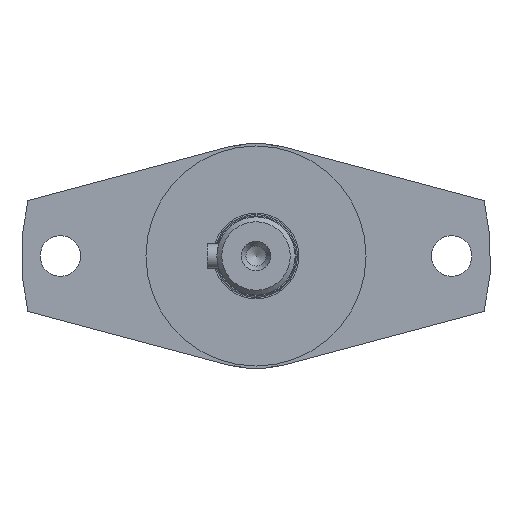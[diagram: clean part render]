
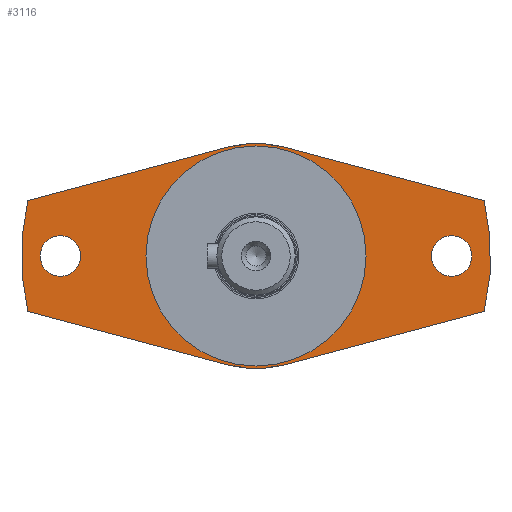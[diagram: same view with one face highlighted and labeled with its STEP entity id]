
A CAD part, left-side view. The second image highlights one B-rep face of the part: STEP entity #3116.
In plain terms, the highlighted planar face has unit normal (-1, 0, 0).
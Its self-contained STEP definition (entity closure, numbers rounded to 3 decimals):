
#27=FACE_BOUND('',#1128,.T.);
#28=FACE_BOUND('',#1129,.T.);
#29=FACE_BOUND('',#1130,.T.);
#498=LINE('',#5196,#762);
#499=LINE('',#5197,#763);
#500=LINE('',#5198,#764);
#501=LINE('',#5199,#765);
#762=VECTOR('',#4143,10.);
#763=VECTOR('',#4144,10.);
#764=VECTOR('',#4145,10.);
#765=VECTOR('',#4146,10.);
#948=FACE_OUTER_BOUND('',#1127,.T.);
#1127=EDGE_LOOP('',(#2721,#2722,#2723,#2724,#2725,#2726,#2727,#2728));
#1128=EDGE_LOOP('',(#2729));
#1129=EDGE_LOOP('',(#2730));
#1130=EDGE_LOOP('',(#2731,#2732));
#1252=CIRCLE('',#3374,23.);
#1254=CIRCLE('',#3376,23.);
#1259=CIRCLE('',#3383,48.);
#1260=CIRCLE('',#3385,22.5);
#1261=CIRCLE('',#3386,22.5);
#1263=CIRCLE('',#3389,48.);
#1266=CIRCLE('',#3394,4.15);
#1267=CIRCLE('',#3395,4.15);
#1531=VERTEX_POINT('',#5142);
#1532=VERTEX_POINT('',#5144);
#1535=VERTEX_POINT('',#5150);
#1536=VERTEX_POINT('',#5152);
#1542=VERTEX_POINT('',#5168);
#1543=VERTEX_POINT('',#5170);
#1544=VERTEX_POINT('',#5174);
#1545=VERTEX_POINT('',#5175);
#1546=VERTEX_POINT('',#5180);
#1549=VERTEX_POINT('',#5185);
#1552=VERTEX_POINT('',#5200);
#1553=VERTEX_POINT('',#5202);
#1933=EDGE_CURVE('',#1532,#1531,#1252,.T.);
#1937=EDGE_CURVE('',#1536,#1535,#1254,.T.);
#1946=EDGE_CURVE('',#1542,#1543,#1259,.T.);
#1948=EDGE_CURVE('',#1544,#1545,#1260,.T.);
#1949=EDGE_CURVE('',#1545,#1544,#1261,.T.);
#1954=EDGE_CURVE('',#1549,#1546,#1263,.T.);
#1959=EDGE_CURVE('',#1542,#1532,#498,.T.);
#1960=EDGE_CURVE('',#1531,#1546,#499,.T.);
#1961=EDGE_CURVE('',#1549,#1536,#500,.T.);
#1962=EDGE_CURVE('',#1535,#1543,#501,.T.);
#1963=EDGE_CURVE('',#1552,#1552,#1266,.T.);
#1964=EDGE_CURVE('',#1553,#1553,#1267,.T.);
#2721=ORIENTED_EDGE('',*,*,#1959,.T.);
#2722=ORIENTED_EDGE('',*,*,#1933,.T.);
#2723=ORIENTED_EDGE('',*,*,#1960,.T.);
#2724=ORIENTED_EDGE('',*,*,#1954,.F.);
#2725=ORIENTED_EDGE('',*,*,#1961,.T.);
#2726=ORIENTED_EDGE('',*,*,#1937,.T.);
#2727=ORIENTED_EDGE('',*,*,#1962,.T.);
#2728=ORIENTED_EDGE('',*,*,#1946,.F.);
#2729=ORIENTED_EDGE('',*,*,#1963,.T.);
#2730=ORIENTED_EDGE('',*,*,#1964,.T.);
#2731=ORIENTED_EDGE('',*,*,#1948,.T.);
#2732=ORIENTED_EDGE('',*,*,#1949,.T.);
#2967=PLANE('',#3393);
#3116=ADVANCED_FACE('',(#948,#27,#28,#29),#2967,.T.);
#3374=AXIS2_PLACEMENT_3D('',#5145,#4091,#4092);
#3376=AXIS2_PLACEMENT_3D('',#5153,#4097,#4098);
#3383=AXIS2_PLACEMENT_3D('',#5171,#4115,#4116);
#3385=AXIS2_PLACEMENT_3D('',#5176,#4120,#4121);
#3386=AXIS2_PLACEMENT_3D('',#5177,#4122,#4123);
#3389=AXIS2_PLACEMENT_3D('',#5187,#4131,#4132);
#3393=AXIS2_PLACEMENT_3D('',#5195,#4141,#4142);
#3394=AXIS2_PLACEMENT_3D('',#5201,#4147,#4148);
#3395=AXIS2_PLACEMENT_3D('',#5203,#4149,#4150);
#4091=DIRECTION('center_axis',(-1.,0.,0.));
#4092=DIRECTION('ref_axis',(0.,0.259,0.966));
#4097=DIRECTION('center_axis',(-1.,0.,0.));
#4098=DIRECTION('ref_axis',(0.,0.259,0.966));
#4115=DIRECTION('center_axis',(1.,0.,0.));
#4116=DIRECTION('ref_axis',(0.,-1.,0.));
#4120=DIRECTION('center_axis',(1.,0.,0.));
#4121=DIRECTION('ref_axis',(0.,-1.,0.));
#4122=DIRECTION('center_axis',(1.,0.,0.));
#4123=DIRECTION('ref_axis',(0.,-1.,0.));
#4131=DIRECTION('center_axis',(1.,0.,0.));
#4132=DIRECTION('ref_axis',(0.,-1.,0.));
#4141=DIRECTION('center_axis',(-1.,0.,0.));
#4142=DIRECTION('ref_axis',(0.,0.,
-1.));
#4143=DIRECTION('',(0.,0.966,0.259));
#4144=DIRECTION('',(0.,0.966,-0.259));
#4145=DIRECTION('',(0.,-0.966,-0.259));
#4146=DIRECTION('',(0.,-0.966,0.259));
#4147=DIRECTION('center_axis',(1.,0.,0.));
#4148=DIRECTION('ref_axis',(0.,0.,1.));
#4149=DIRECTION('center_axis',(1.,0.,0.));
#4150=DIRECTION('ref_axis',(0.,0.,1.));
#5142=CARTESIAN_POINT('',(-97.5,5.953,22.216));
#5144=CARTESIAN_POINT('',(-97.5,-5.953,22.216));
#5145=CARTESIAN_POINT('Origin',(-97.5,0.,
0.));
#5150=CARTESIAN_POINT('',(-97.5,-5.953,-22.216));
#5152=CARTESIAN_POINT('',(-97.5,5.953,-22.216));
#5153=CARTESIAN_POINT('Origin',(-97.5,0.,
0.));
#5168=CARTESIAN_POINT('',(-97.5,-46.648,11.312));
#5170=CARTESIAN_POINT('',(-97.5,-46.648,-11.312));
#5171=CARTESIAN_POINT('Origin',(-97.5,0.,
0.));
#5174=CARTESIAN_POINT('',(-97.5,-22.5,0.));
#5175=CARTESIAN_POINT('',(-97.5,22.5,0.));
#5176=CARTESIAN_POINT('Origin',(-97.5,0.,
0.));
#5177=CARTESIAN_POINT('Origin',(-97.5,0.,
0.));
#5180=CARTESIAN_POINT('',(-97.5,46.648,11.312));
#5185=CARTESIAN_POINT('',(-97.5,46.648,-11.312));
#5187=CARTESIAN_POINT('Origin',(-97.5,0.,
0.));
#5195=CARTESIAN_POINT('Origin',(-97.5,-35.25,0.));
#5196=CARTESIAN_POINT('',(-97.5,-45.921,11.507));
#5197=CARTESIAN_POINT('',(-97.5,-10.492,26.623));
#5198=CARTESIAN_POINT('',(-97.5,13.032,-20.319));
#5199=CARTESIAN_POINT('',(-97.5,-22.397,-17.81));
#5200=CARTESIAN_POINT('',(-97.5,40.,-4.15));
#5201=CARTESIAN_POINT('Origin',(-97.5,40.,0.));
#5202=CARTESIAN_POINT('',(-97.5,-40.,-4.15));
#5203=CARTESIAN_POINT('Origin',(-97.5,-40.,0.));
